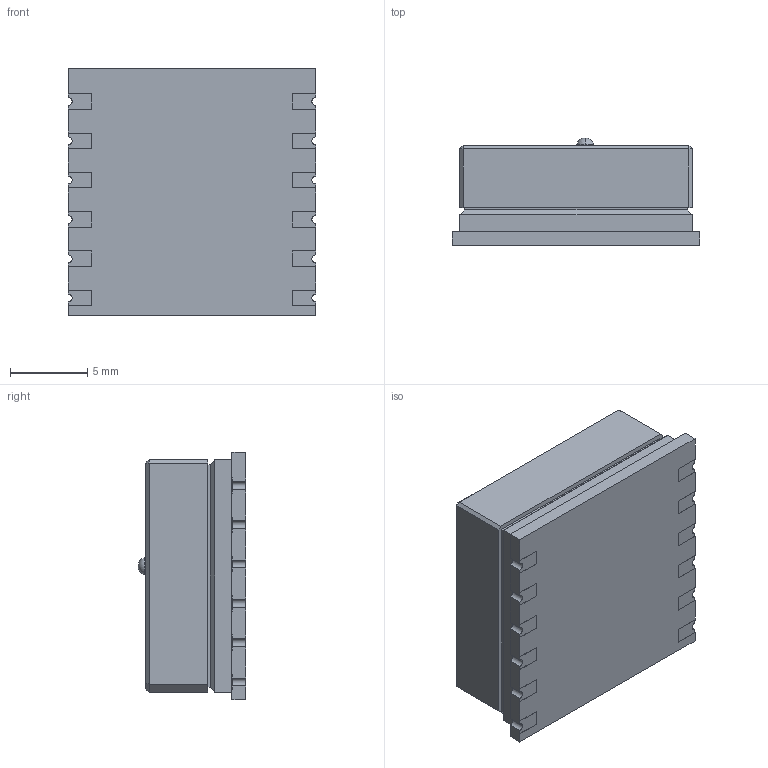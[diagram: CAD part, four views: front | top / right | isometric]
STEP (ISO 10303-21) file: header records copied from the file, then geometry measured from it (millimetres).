
FILE_DESCRIPTION (( 'STEP AP214' ), '1' );
FILE_NAME ('L80-M39.STEP', '2021-05-27T06:47:38', ( '' ), ( '' ), 'SwSTEP 2.0', 'SolidWorks 2018', '' );
FILE_SCHEMA (( 'AUTOMOTIVE_DESIGN' ));
Length unit declared in the file: millimetre
Products named in the file (2): L80-M39
Bounding box: 16 x 6.95 x 16 mm (x, y, z)
Volume: 1471.3 mm3; surface area: 919.6 mm2
Topology: 1 solids, 1 shells, 167 faces, 466 edges, 306 vertices
Faces by surface type: plane 151, cylinder 14, torus 2
Entity records: 6882 total; most frequent: CARTESIAN_POINT 941, ORIENTED_EDGE 932, DIRECTION 836, EDGE_CURVE 466, VECTOR 434, LINE 434, VERTEX_POINT 306, AXIS2_PLACEMENT_3D 201
